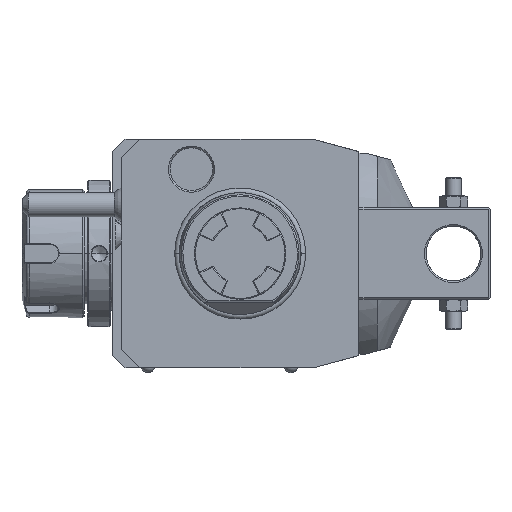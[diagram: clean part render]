
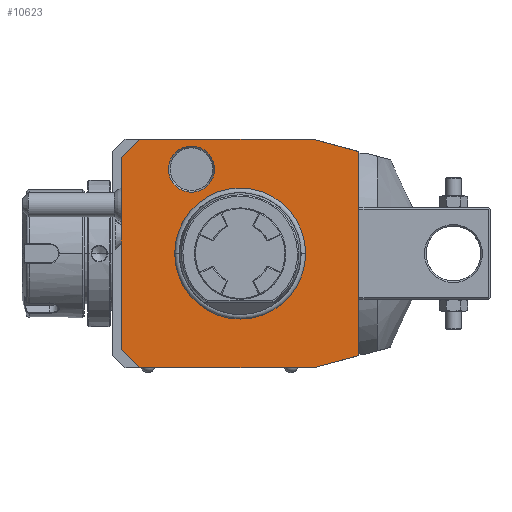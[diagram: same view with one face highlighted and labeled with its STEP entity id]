
A CAD part, front view. The second image highlights one B-rep face of the part: STEP entity #10623.
In plain terms, the highlighted planar face has unit normal (0, -1, 0).
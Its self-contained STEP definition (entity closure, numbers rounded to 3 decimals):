
#1=DIRECTION('',(-0.966,0.,0.259));
#2=VECTOR('',#1,15.529);
#3=CARTESIAN_POINT('',(39.,0.,33.481));
#4=LINE('',#3,#2);
#5=DIRECTION('',(0.,0.,1.));
#6=VECTOR('',#5,66.962);
#7=CARTESIAN_POINT('',(39.,0.,-33.481));
#8=LINE('',#7,#6);
#9=DIRECTION('',(0.966,0.,0.259));
#10=VECTOR('',#9,15.529);
#11=CARTESIAN_POINT('',(24.,0.,-37.5));
#12=LINE('',#11,#10);
#13=DIRECTION('',(1.,0.,0.));
#14=VECTOR('',#13,57.);
#15=CARTESIAN_POINT('',(-33.,0.,-37.5));
#16=LINE('',#15,#14);
#17=DIRECTION('',(0.707,0.,-0.707));
#18=VECTOR('',#17,8.485);
#19=CARTESIAN_POINT('',(-39.,0.,-31.5));
#20=LINE('',#19,#18);
#21=DIRECTION('',(0.,0.,-1.));
#22=VECTOR('',#21,63.);
#23=CARTESIAN_POINT('',(-39.,0.,31.5));
#24=LINE('',#23,#22);
#25=DIRECTION('',(-0.707,0.,-0.707));
#26=VECTOR('',#25,8.485);
#27=CARTESIAN_POINT('',(-33.,0.,37.5));
#28=LINE('',#27,#26);
#29=DIRECTION('',(-1.,0.,0.));
#30=VECTOR('',#29,57.);
#31=CARTESIAN_POINT('',(24.,0.,37.5));
#32=LINE('',#31,#30);
#33=CARTESIAN_POINT('',(-16.,0.,27.713));
#34=DIRECTION('',(0.,1.,0.));
#35=DIRECTION('',(1.,0.,0.));
#36=AXIS2_PLACEMENT_3D('',#33,#34,#35);
#38=CARTESIAN_POINT('',(-16.,0.,27.713));
#39=DIRECTION('',(0.,1.,0.));
#40=DIRECTION('',(-1.,0.,0.));
#41=AXIS2_PLACEMENT_3D('',#38,#39,#40);
#7458=CARTESIAN_POINT('',(0.,0.,0.));
#7459=DIRECTION('',(0.,1.,0.));
#7460=DIRECTION('',(-1.,0.,0.));
#7461=AXIS2_PLACEMENT_3D('',#7458,#7459,#7460);
#7463=CARTESIAN_POINT('',(0.,0.,0.));
#7464=DIRECTION('',(0.,1.,0.));
#7465=DIRECTION('',(1.,0.,0.));
#7466=AXIS2_PLACEMENT_3D('',#7463,#7464,#7465);
#9495=CARTESIAN_POINT('',(-8.423,0.,27.713));
#9496=CARTESIAN_POINT('',(-23.577,0.,27.713));
#9497=VERTEX_POINT('',#9495);
#9498=VERTEX_POINT('',#9496);
#10388=CARTESIAN_POINT('',(39.,0.,33.481));
#10389=CARTESIAN_POINT('',(24.,0.,37.5));
#10390=VERTEX_POINT('',#10388);
#10391=VERTEX_POINT('',#10389);
#10392=CARTESIAN_POINT('',(-33.,0.,37.5));
#10393=VERTEX_POINT('',#10392);
#10394=CARTESIAN_POINT('',(-39.,0.,31.5));
#10395=VERTEX_POINT('',#10394);
#10396=CARTESIAN_POINT('',(-39.,0.,-31.5));
#10397=VERTEX_POINT('',#10396);
#10398=CARTESIAN_POINT('',(-33.,0.,-37.5));
#10399=VERTEX_POINT('',#10398);
#10400=CARTESIAN_POINT('',(24.,0.,-37.5));
#10401=VERTEX_POINT('',#10400);
#10402=CARTESIAN_POINT('',(39.,0.,-33.481));
#10403=VERTEX_POINT('',#10402);
#10480=CARTESIAN_POINT('',(-21.137,0.,0.));
#10481=CARTESIAN_POINT('',(21.137,0.,0.));
#10482=VERTEX_POINT('',#10480);
#10483=VERTEX_POINT('',#10481);
#10588=CARTESIAN_POINT('',(0.,0.,0.));
#10589=DIRECTION('',(0.,-1.,0.));
#10590=DIRECTION('',(-1.,0.,0.));
#10591=AXIS2_PLACEMENT_3D('',#10588,#10589,#10590);
#10592=PLANE('',#10591);
#10594=ORIENTED_EDGE('',*,*,#10593,.F.);
#10596=ORIENTED_EDGE('',*,*,#10595,.F.);
#10598=ORIENTED_EDGE('',*,*,#10597,.F.);
#10600=ORIENTED_EDGE('',*,*,#10599,.F.);
#10602=ORIENTED_EDGE('',*,*,#10601,.F.);
#10604=ORIENTED_EDGE('',*,*,#10603,.F.);
#10606=ORIENTED_EDGE('',*,*,#10605,.F.);
#10608=ORIENTED_EDGE('',*,*,#10607,.F.);
#10609=EDGE_LOOP('',(#10594,#10596,#10598,#10600,#10602,#10604,#10606,#10608));
#10610=FACE_OUTER_BOUND('',#10609,.F.);
#10612=ORIENTED_EDGE('',*,*,#10611,.F.);
#10614=ORIENTED_EDGE('',*,*,#10613,.F.);
#10615=EDGE_LOOP('',(#10612,#10614));
#10616=FACE_BOUND('',#10615,.F.);
#10618=ORIENTED_EDGE('',*,*,#10617,.F.);
#10620=ORIENTED_EDGE('',*,*,#10619,.F.);
#10621=EDGE_LOOP('',(#10618,#10620));
#10622=FACE_BOUND('',#10621,.F.);
#37=CIRCLE('',#36,7.577);
#42=CIRCLE('',#41,7.577);
#7462=CIRCLE('',#7461,21.137);
#7467=CIRCLE('',#7466,21.137);
#10593=EDGE_CURVE('',#10390,#10391,#4,.T.);
#10595=EDGE_CURVE('',#10403,#10390,#8,.T.);
#10597=EDGE_CURVE('',#10401,#10403,#12,.T.);
#10599=EDGE_CURVE('',#10399,#10401,#16,.T.);
#10601=EDGE_CURVE('',#10397,#10399,#20,.T.);
#10603=EDGE_CURVE('',#10395,#10397,#24,.T.);
#10605=EDGE_CURVE('',#10393,#10395,#28,.T.);
#10607=EDGE_CURVE('',#10391,#10393,#32,.T.);
#10611=EDGE_CURVE('',#10482,#10483,#7462,.T.);
#10613=EDGE_CURVE('',#10483,#10482,#7467,.T.);
#10617=EDGE_CURVE('',#9497,#9498,#37,.T.);
#10619=EDGE_CURVE('',#9498,#9497,#42,.T.);
#10623=ADVANCED_FACE('',(#10610,#10616,#10622),#10592,.T.);
